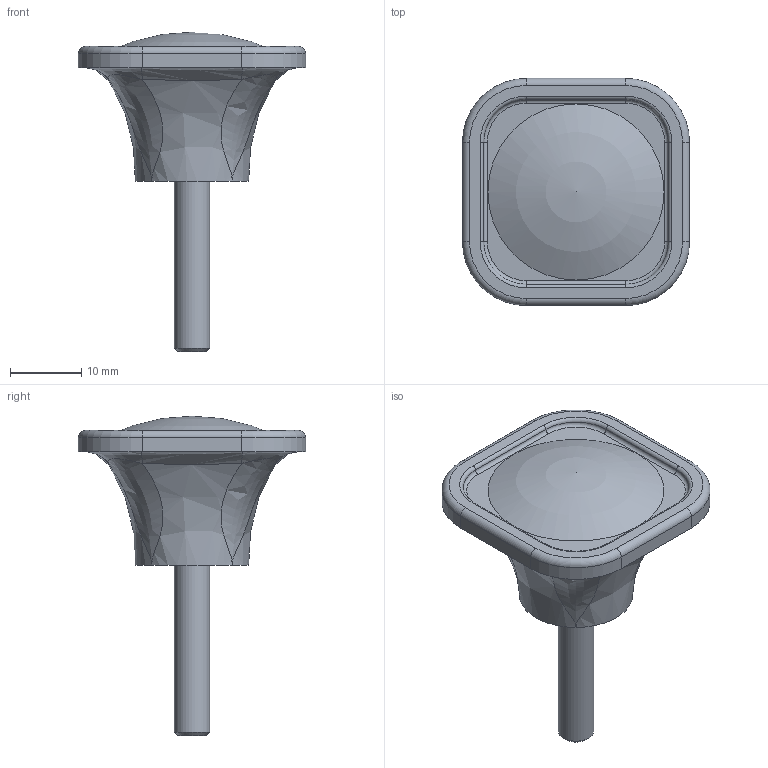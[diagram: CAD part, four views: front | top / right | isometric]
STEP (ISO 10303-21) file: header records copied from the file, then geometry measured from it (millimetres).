
FILE_DESCRIPTION(/* description */ ('Door Handle'),/* implementation_level */ '2;1');
FILE_NAME(/* name */ 'Handle.stp',/* time_stamp */ '2022-05-30T16:23:06+03:00',/* author */ ('SauliusD'),/* organization */ (''),/* preprocessor_version */ 'ST-DEVELOPER v18.1',/* originating_system */ 'Autodesk Inventor 2022',/* authorisation */ '');
FILE_SCHEMA (('AUTOMOTIVE_DESIGN { 1 0 10303 214 3 1 1 }'));
Length unit declared in the file: millimetre
Products named in the file (1): HNDL M5
Bounding box: 32 x 32 x 45 mm (x, y, z)
Volume: 8667.5 mm3; surface area: 3323.6 mm2
Topology: 1 solids, 1 shells, 56 faces, 129 edges, 74 vertices
Faces by surface type: cylinder 17, bspline 16, torus 12, plane 9, cone 1, sphere 1
Full cylindrical faces by diameter (mm): 5 x1
Entity records: 2226 total; most frequent: CARTESIAN_POINT 979, ORIENTED_EDGE 248, DIRECTION 248, EDGE_CURVE 124, AXIS2_PLACEMENT_3D 107, VERTEX_POINT 74, CIRCLE 66, EDGE_LOOP 60
